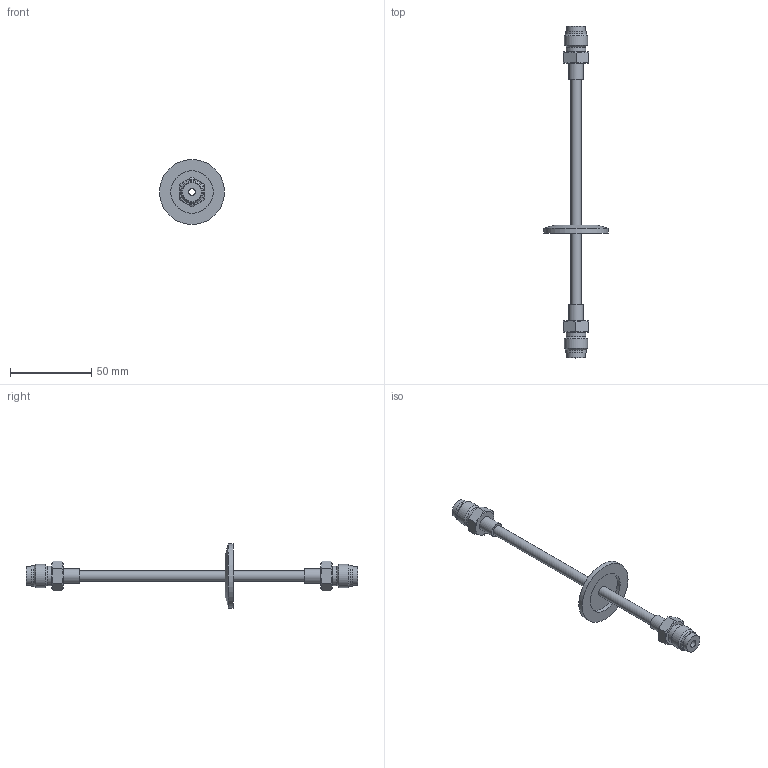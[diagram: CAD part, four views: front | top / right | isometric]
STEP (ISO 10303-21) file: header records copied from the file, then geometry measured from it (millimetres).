
FILE_DESCRIPTION(/* description */ (''),/* implementation_level */ '2;1');
FILE_NAME(/* name */ 'FL-LF1V-25KF.stp',/* time_stamp */ '2018-10-05T12:42:10+01:00',/* author */ ('paul'),/* organization */ (''),/* preprocessor_version */ 'ST-DEVELOPER v17.2',/* originating_system */ 'Autodesk Inventor 2019',/* authorisation */ '');
FILE_SCHEMA (('AUTOMOTIVE_DESIGN { 1 0 10303 214 3 1 1 }'));
Products named in the file (5): FL-LF1SV-25KF; 6.35 tube for tube end version; FL-25KF; SS-4-VCR-4; SS-4-VCR-3
Assembly tree (6 placements, depth 2):
  FL-LF1SV-25KF
    6.35 tube for tube end version
    FL-25KF
    SS-4-VCR-4  x2
    SS-4-VCR-3  x2
Bounding box: 40 x 204.72 x 40 mm (x, y, z)
Volume: 14111.5 mm3; surface area: 14885.2 mm2
Topology: 6 solids, 6 shells, 83 faces, 192 edges, 130 vertices
Faces by surface type: plane 33, cone 29, cylinder 21
Full cylindrical faces by diameter (mm): 3.95 x1, 4.572 x2, 6.35 x4, 8.89 x2, 9.144 x2, 11.43 x2, 12.192 x2, 12.7 x2, 14.287 x2, 26.2 x1, 40 x1
Entity records: 1616 total; most frequent: CARTESIAN_POINT 286, DIRECTION 260, ORIENTED_EDGE 214, AXIS2_PLACEMENT_3D 119, EDGE_CURVE 107, VERTEX_POINT 73, CIRCLE 61, EDGE_LOOP 60
